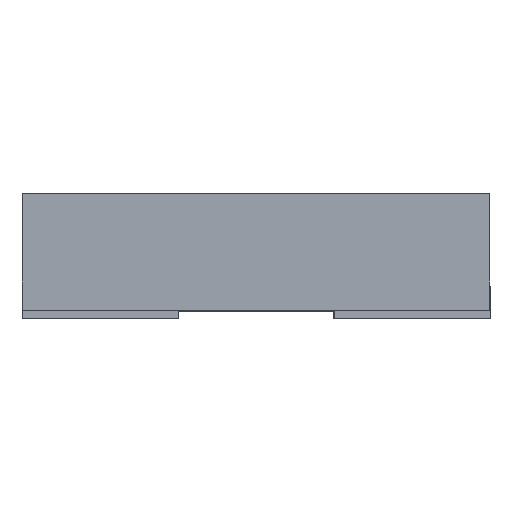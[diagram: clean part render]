
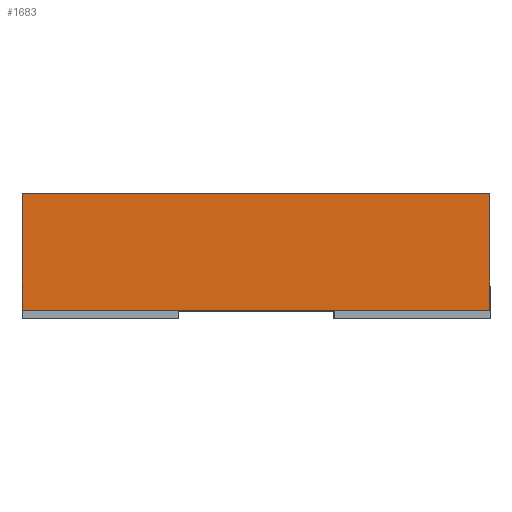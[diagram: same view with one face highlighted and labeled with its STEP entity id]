
A CAD part, top view. The second image highlights one B-rep face of the part: STEP entity #1683.
In plain terms, the highlighted planar face has unit normal (0, 0, 1).
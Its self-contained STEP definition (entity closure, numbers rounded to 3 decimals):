
#77 = VECTOR ( 'NONE', #2195, 1000. ) ;
#90 = LINE ( 'NONE', #2516, #77 ) ;
#186 = EDGE_CURVE ( 'NONE', #1515, #2403, #2777, .T. ) ;
#207 = LINE ( 'NONE', #2040, #1141 ) ;
#312 = EDGE_LOOP ( 'NONE', ( #2655, #2368, #1799, #2745 ) ) ;
#463 = FACE_OUTER_BOUND ( 'NONE', #312, .T. ) ;
#489 = VERTEX_POINT ( 'NONE', #1688 ) ;
#532 = CARTESIAN_POINT ( 'NONE',  ( -1.5, 0.8, 1.5 ) ) ;
#719 = DIRECTION ( 'NONE',  ( 1., 0., 0. ) ) ;
#763 = DIRECTION ( 'NONE',  ( 0., 0., -1. ) ) ;
#809 = EDGE_CURVE ( 'NONE', #2354, #1515, #207, .T. ) ;
#930 = DIRECTION ( 'NONE',  ( 0., -1., 0. ) ) ;
#1093 = CARTESIAN_POINT ( 'NONE',  ( -1.5, 0.05, 1.5 ) ) ;
#1141 = VECTOR ( 'NONE', #930, 1000. ) ;
#1515 = VERTEX_POINT ( 'NONE', #1093 ) ;
#1529 = AXIS2_PLACEMENT_3D ( 'NONE', #1865, #763, #2736 ) ;
#1667 = EDGE_CURVE ( 'NONE', #2354, #489, #2425, .T. ) ;
#1683 = ADVANCED_FACE ( 'NONE', ( #463 ), #2595, .F. ) ;
#1688 = CARTESIAN_POINT ( 'NONE',  ( 1.5, 0.8, 1.5 ) ) ;
#1727 = CARTESIAN_POINT ( 'NONE',  ( -1.5, 0.05, 1.5 ) ) ;
#1799 = ORIENTED_EDGE ( 'NONE', *, *, #186, .T. ) ;
#1845 = VECTOR ( 'NONE', #1957, 1000. ) ;
#1865 = CARTESIAN_POINT ( 'NONE',  ( -1.5, 5.843, 1.5 ) ) ;
#1957 = DIRECTION ( 'NONE',  ( 1., 0., 0. ) ) ;
#2040 = CARTESIAN_POINT ( 'NONE',  ( -1.5, 5.843, 1.5 ) ) ;
#2183 = CARTESIAN_POINT ( 'NONE',  ( 1.5, 0.05, 1.5 ) ) ;
#2195 = DIRECTION ( 'NONE',  ( 0., -1., 0. ) ) ;
#2354 = VERTEX_POINT ( 'NONE', #2663 ) ;
#2368 = ORIENTED_EDGE ( 'NONE', *, *, #809, .T. ) ;
#2403 = VERTEX_POINT ( 'NONE', #2183 ) ;
#2412 = VECTOR ( 'NONE', #719, 1000. ) ;
#2425 = LINE ( 'NONE', #532, #2412 ) ;
#2516 = CARTESIAN_POINT ( 'NONE',  ( 1.5, 5.843, 1.5 ) ) ;
#2595 = PLANE ( 'NONE',  #1529 ) ;
#2655 = ORIENTED_EDGE ( 'NONE', *, *, #1667, .F. ) ;
#2663 = CARTESIAN_POINT ( 'NONE',  ( -1.5, 0.8, 1.5 ) ) ;
#2736 = DIRECTION ( 'NONE',  ( -1., 0., 0. ) ) ;
#2745 = ORIENTED_EDGE ( 'NONE', *, *, #2823, .F. ) ;
#2777 = LINE ( 'NONE', #1727, #1845 ) ;
#2823 = EDGE_CURVE ( 'NONE', #489, #2403, #90, .T. ) ;
